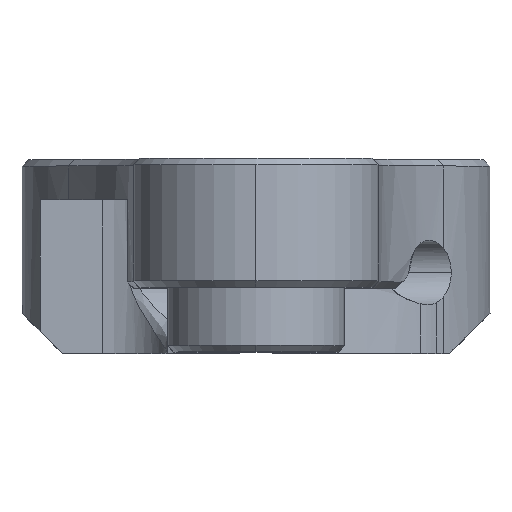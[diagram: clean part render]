
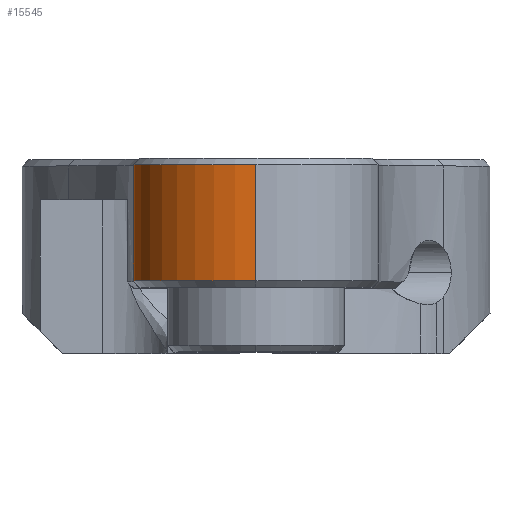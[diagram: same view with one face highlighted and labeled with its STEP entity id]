
A CAD part, top view. The second image highlights one B-rep face of the part: STEP entity #15545.
In plain terms, the highlighted cylindrical face has radius 3.8 mm (diameter 7.6 mm), a partial arc.
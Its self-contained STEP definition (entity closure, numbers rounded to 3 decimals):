
#29 = ORIENTED_EDGE ( 'NONE', *, *, #8606, .T. ) ;
#222 = DIRECTION ( 'NONE',  ( 0., 1., 0. ) ) ;
#450 = ORIENTED_EDGE ( 'NONE', *, *, #3599, .F. ) ;
#475 = CARTESIAN_POINT ( 'NONE',  ( 0., -0.2, 28.3 ) ) ;
#1369 = VECTOR ( 'NONE', #15012, 1000. ) ;
#1804 = CARTESIAN_POINT ( 'NONE',  ( 0., -3.8, 24.5 ) ) ;
#2241 = VERTEX_POINT ( 'NONE', #13347 ) ;
#2834 = DIRECTION ( 'NONE',  ( 0., -1., 0. ) ) ;
#2857 = AXIS2_PLACEMENT_3D ( 'NONE', #5250, #17486, #5153 ) ;
#2916 = LINE ( 'NONE', #12578, #13331 ) ;
#3599 = EDGE_CURVE ( 'NONE', #2241, #4227, #2916, .T. ) ;
#4121 = VERTEX_POINT ( 'NONE', #475 ) ;
#4227 = VERTEX_POINT ( 'NONE', #17057 ) ;
#4711 = EDGE_CURVE ( 'NONE', #4121, #4227, #11639, .T. ) ;
#5153 = DIRECTION ( 'NONE',  ( 0., 0., 1. ) ) ;
#5250 = CARTESIAN_POINT ( 'NONE',  ( 0., -6., 24.5 ) ) ;
#5388 = ORIENTED_EDGE ( 'NONE', *, *, #4711, .T. ) ;
#5396 = EDGE_LOOP ( 'NONE', ( #8272, #29, #5388, #450 ) ) ;
#8116 = CYLINDRICAL_SURFACE ( 'NONE', #2857, 3.8 ) ;
#8163 = CARTESIAN_POINT ( 'NONE',  ( 0., -6., 28.3 ) ) ;
#8272 = ORIENTED_EDGE ( 'NONE', *, *, #8402, .T. ) ;
#8350 = DIRECTION ( 'NONE',  ( 0., 0., 1. ) ) ;
#8402 = EDGE_CURVE ( 'NONE', #2241, #14764, #15466, .T. ) ;
#8606 = EDGE_CURVE ( 'NONE', #14764, #4121, #17629, .T. ) ;
#9693 = CARTESIAN_POINT ( 'NONE',  ( 0., -0.2, 24.5 ) ) ;
#9853 = CARTESIAN_POINT ( 'NONE',  ( 0., -3.8, 28.3 ) ) ;
#10823 = FACE_OUTER_BOUND ( 'NONE', #5396, .T. ) ;
#11639 = CIRCLE ( 'NONE', #15947, 3.8 ) ;
#12578 = CARTESIAN_POINT ( 'NONE',  ( -3.8, -6., 24.5 ) ) ;
#13331 = VECTOR ( 'NONE', #222, 1000. ) ;
#13347 = CARTESIAN_POINT ( 'NONE',  ( -3.8, -3.8, 24.5 ) ) ;
#14333 = DIRECTION ( 'NONE',  ( 0., 0., -1. ) ) ;
#14764 = VERTEX_POINT ( 'NONE', #9853 ) ;
#15012 = DIRECTION ( 'NONE',  ( 0., 1., 0. ) ) ;
#15466 = CIRCLE ( 'NONE', #16917, 3.8 ) ;
#15545 = ADVANCED_FACE ( 'NONE', ( #10823 ), #8116, .T. ) ;
#15692 = DIRECTION ( 'NONE',  ( 0., 1., 0. ) ) ;
#15947 = AXIS2_PLACEMENT_3D ( 'NONE', #9693, #2834, #8350 ) ;
#16917 = AXIS2_PLACEMENT_3D ( 'NONE', #1804, #15692, #14333 ) ;
#17057 = CARTESIAN_POINT ( 'NONE',  ( -3.8, -0.2, 24.5 ) ) ;
#17486 = DIRECTION ( 'NONE',  ( 0., 1., 0. ) ) ;
#17629 = LINE ( 'NONE', #8163, #1369 ) ;
